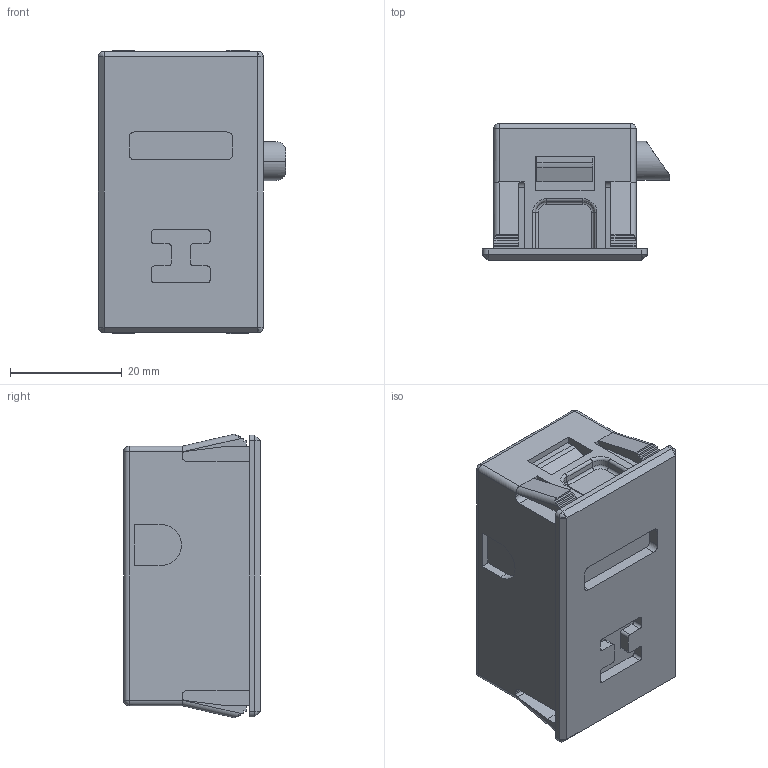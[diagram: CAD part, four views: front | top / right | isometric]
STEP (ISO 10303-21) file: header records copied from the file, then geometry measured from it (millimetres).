
FILE_DESCRIPTION (( 'STEP AP214' ), '1' );
FILE_NAME ('TL_415R_1.STEP', '2016-09-20T01:45:38', ( '' ), ( '' ), 'SwSTEP 2.0', 'SolidWorks 2015', '' );
FILE_SCHEMA (( 'AUTOMOTIVE_DESIGN' ));
Length unit declared in the file: millimetre
Products named in the file (2): TL_415R_1; latch
Assembly tree (1 placements, depth 2):
  TL_415R_1
    latch
Bounding box: 33.5 x 24.5 x 50.86 mm (x, y, z)
Volume: 28286.1 mm3; surface area: 7731.3 mm2
Topology: 1 solids, 1 shells, 213 faces, 563 edges, 354 vertices
Faces by surface type: plane 135, cylinder 62, torus 8, cone 4, sphere 4
Entity records: 6511 total; most frequent: CARTESIAN_POINT 1204, ORIENTED_EDGE 1110, DIRECTION 1083, EDGE_CURVE 555, LINE 409, VECTOR 409, VERTEX_POINT 354, AXIS2_PLACEMENT_3D 337
